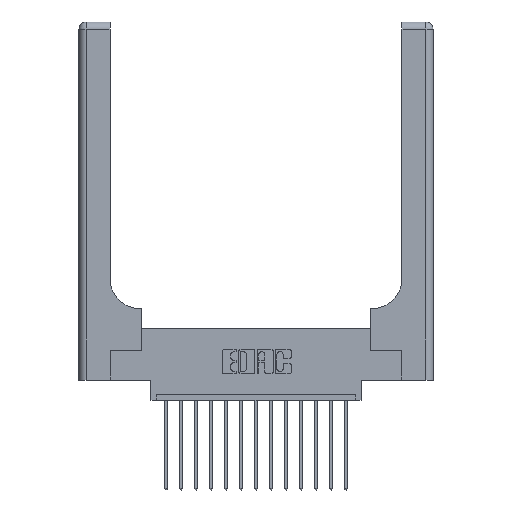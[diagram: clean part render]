
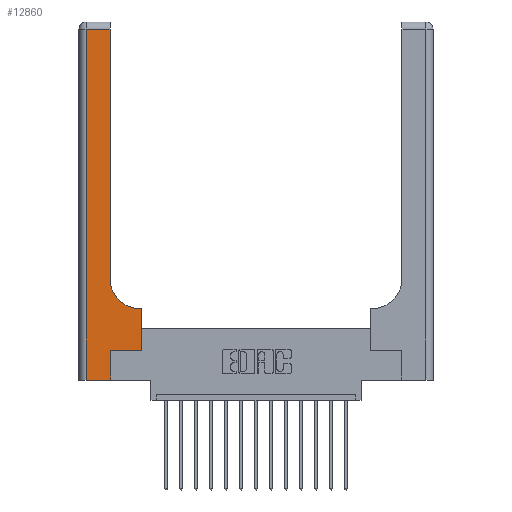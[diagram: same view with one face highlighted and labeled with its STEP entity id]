
A CAD part, top view. The second image highlights one B-rep face of the part: STEP entity #12860.
In plain terms, the highlighted planar face has unit normal (0, 0, 1).
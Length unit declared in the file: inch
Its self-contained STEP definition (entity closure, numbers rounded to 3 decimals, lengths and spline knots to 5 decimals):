
#186 = ORIENTED_EDGE ( 'NONE', *, *, #11636, .T. ) ;
#191 = LINE ( 'NONE', #1256, #416 ) ;
#205 = VERTEX_POINT ( 'NONE', #7781 ) ;
#264 = CARTESIAN_POINT ( 'NONE',  ( 0., 0., 0.37 ) ) ;
#318 = CARTESIAN_POINT ( 'NONE',  ( 0.265, 0., 0.37 ) ) ;
#416 = VECTOR ( 'NONE', #5180, 39.37008 ) ;
#516 = CARTESIAN_POINT ( 'NONE',  ( 0.528, 0.6, 0.37 ) ) ;
#849 = CARTESIAN_POINT ( 'NONE',  ( 0.06, 0., 0.37 ) ) ;
#939 = ORIENTED_EDGE ( 'NONE', *, *, #11425, .T. ) ;
#1043 = DIRECTION ( 'NONE',  ( 0., -1., 0. ) ) ;
#1256 = CARTESIAN_POINT ( 'NONE',  ( 0.265, 0., 0.37 ) ) ;
#1309 = VERTEX_POINT ( 'NONE', #1647 ) ;
#1372 = DIRECTION ( 'NONE',  ( 0., 0., -1. ) ) ;
#1647 = CARTESIAN_POINT ( 'NONE',  ( 0.51, 0.6, 0.37 ) ) ;
#1671 = ORIENTED_EDGE ( 'NONE', *, *, #16252, .T. ) ;
#1878 = VECTOR ( 'NONE', #3103, 39.37008 ) ;
#1905 = AXIS2_PLACEMENT_3D ( 'NONE', #6722, #1372, #14792 ) ;
#1941 = CARTESIAN_POINT ( 'NONE',  ( 0.26, 3., 0.37 ) ) ;
#2260 = LINE ( 'NONE', #2918, #4979 ) ;
#2918 = CARTESIAN_POINT ( 'NONE',  ( 0.528, 0.25, 0.37 ) ) ;
#3103 = DIRECTION ( 'NONE',  ( 1., 0., 0. ) ) ;
#3344 = PLANE ( 'NONE',  #13705 ) ;
#3404 = DIRECTION ( 'NONE',  ( 0., 0., -1. ) ) ;
#3684 = VERTEX_POINT ( 'NONE', #14950 ) ;
#4023 = EDGE_CURVE ( 'NONE', #15891, #1309, #9017, .T. ) ;
#4317 = CIRCLE ( 'NONE', #1905, 0.25 ) ;
#4419 = EDGE_CURVE ( 'NONE', #11239, #205, #12116, .T. ) ;
#4565 = ORIENTED_EDGE ( 'NONE', *, *, #10433, .T. ) ;
#4668 = DIRECTION ( 'NONE',  ( -1., 0., 0. ) ) ;
#4681 = VERTEX_POINT ( 'NONE', #849 ) ;
#4844 = CARTESIAN_POINT ( 'NONE',  ( 0.26, 0.85, 0.37 ) ) ;
#4979 = VECTOR ( 'NONE', #13648, 39.37008 ) ;
#5180 = DIRECTION ( 'NONE',  ( 0., 1., 0. ) ) ;
#5778 = CARTESIAN_POINT ( 'NONE',  ( 0., 2.94, 0.37 ) ) ;
#5936 = ORIENTED_EDGE ( 'NONE', *, *, #13255, .T. ) ;
#6097 = VECTOR ( 'NONE', #12242, 39.37008 ) ;
#6210 = FACE_OUTER_BOUND ( 'NONE', #15440, .T. ) ;
#6234 = ORIENTED_EDGE ( 'NONE', *, *, #7800, .T. ) ;
#6235 = DIRECTION ( 'NONE',  ( -1., 0., 0. ) ) ;
#6722 = CARTESIAN_POINT ( 'NONE',  ( 0.51, 0.85, 0.37 ) ) ;
#7434 = LINE ( 'NONE', #10558, #12066 ) ;
#7781 = CARTESIAN_POINT ( 'NONE',  ( 0.528, 0.25, 0.37 ) ) ;
#7800 = EDGE_CURVE ( 'NONE', #4681, #9157, #9652, .T. ) ;
#7941 = ORIENTED_EDGE ( 'NONE', *, *, #4419, .T. ) ;
#9017 = LINE ( 'NONE', #14200, #9430 ) ;
#9157 = VERTEX_POINT ( 'NONE', #318 ) ;
#9430 = VECTOR ( 'NONE', #6235, 39.37008 ) ;
#9652 = LINE ( 'NONE', #264, #6097 ) ;
#9859 = DIRECTION ( 'NONE',  ( -1., 0., 0. ) ) ;
#10290 = LINE ( 'NONE', #1941, #12983 ) ;
#10433 = EDGE_CURVE ( 'NONE', #205, #15891, #2260, .T. ) ;
#10526 = VERTEX_POINT ( 'NONE', #4844 ) ;
#10558 = CARTESIAN_POINT ( 'NONE',  ( 0.06, 3., 0.37 ) ) ;
#10579 = VECTOR ( 'NONE', #9859, 39.37008 ) ;
#11239 = VERTEX_POINT ( 'NONE', #16326 ) ;
#11425 = EDGE_CURVE ( 'NONE', #3684, #4681, #7434, .T. ) ;
#11636 = EDGE_CURVE ( 'NONE', #17207, #3684, #15986, .T. ) ;
#12066 = VECTOR ( 'NONE', #1043, 39.37008 ) ;
#12116 = LINE ( 'NONE', #12597, #1878 ) ;
#12192 = ORIENTED_EDGE ( 'NONE', *, *, #4023, .T. ) ;
#12242 = DIRECTION ( 'NONE',  ( 1., 0., 0. ) ) ;
#12597 = CARTESIAN_POINT ( 'NONE',  ( 0.265, 0.25, 0.37 ) ) ;
#12860 = ADVANCED_FACE ( 'NONE', ( #6210 ), #3344, .F. ) ;
#12983 = VECTOR ( 'NONE', #16589, 39.37008 ) ;
#13255 = EDGE_CURVE ( 'NONE', #1309, #10526, #4317, .T. ) ;
#13648 = DIRECTION ( 'NONE',  ( 0., 1., 0. ) ) ;
#13705 = AXIS2_PLACEMENT_3D ( 'NONE', #15268, #3404, #4668 ) ;
#13826 = ORIENTED_EDGE ( 'NONE', *, *, #17101, .T. ) ;
#14200 = CARTESIAN_POINT ( 'NONE',  ( 0.26, 0.6, 0.37 ) ) ;
#14792 = DIRECTION ( 'NONE',  ( 1., 0., 0. ) ) ;
#14950 = CARTESIAN_POINT ( 'NONE',  ( 0.06, 2.94, 0.37 ) ) ;
#15268 = CARTESIAN_POINT ( 'NONE',  ( 0., 3., 0.37 ) ) ;
#15440 = EDGE_LOOP ( 'NONE', ( #1671, #186, #939, #6234, #13826, #7941, #4565, #12192, #5936 ) ) ;
#15891 = VERTEX_POINT ( 'NONE', #516 ) ;
#15986 = LINE ( 'NONE', #5778, #10579 ) ;
#16005 = CARTESIAN_POINT ( 'NONE',  ( 0.26, 2.94, 0.37 ) ) ;
#16252 = EDGE_CURVE ( 'NONE', #10526, #17207, #10290, .T. ) ;
#16326 = CARTESIAN_POINT ( 'NONE',  ( 0.265, 0.25, 0.37 ) ) ;
#16589 = DIRECTION ( 'NONE',  ( 0., 1., 0. ) ) ;
#17101 = EDGE_CURVE ( 'NONE', #9157, #11239, #191, .T. ) ;
#17207 = VERTEX_POINT ( 'NONE', #16005 ) ;
